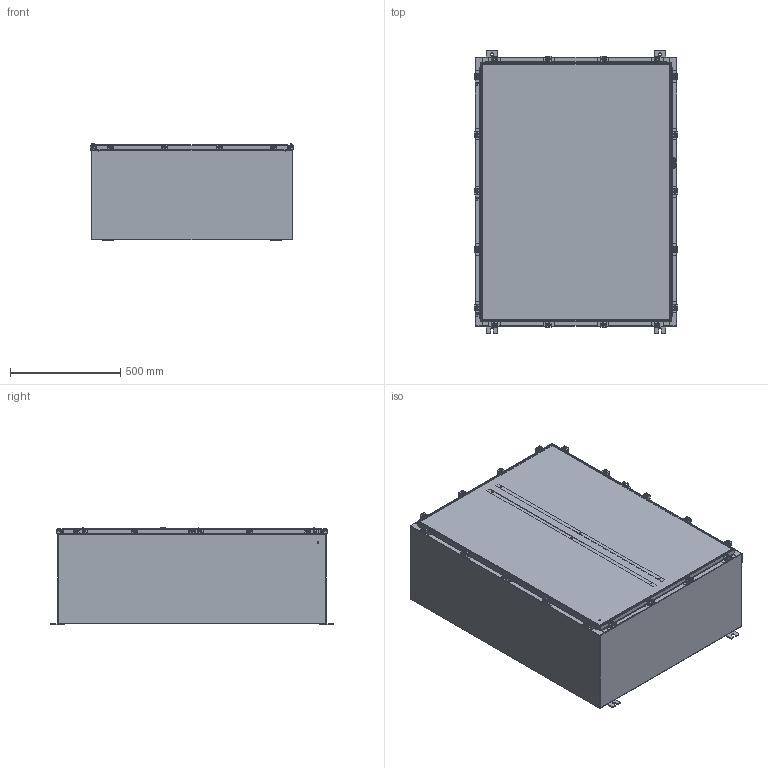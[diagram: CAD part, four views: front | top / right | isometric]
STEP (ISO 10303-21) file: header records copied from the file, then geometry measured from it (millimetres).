
FILE_DESCRIPTION (( 'STEP AP203' ), '1' );
FILE_NAME ('EX48H3616SS6WP.STEP', '2015-04-07T13:21:09', ( 'changeme' ), ( 'Microsoft' ), 'SwSTEP 2.0', 'SolidWorks 2014', '' );
FILE_SCHEMA (( 'CONFIG_CONTROL_DESIGN' ));
Length unit declared in the file: inch
Products named in the file (27): N-WMT04X30402202210-00 22104005_DEFAULT; EX48H3616SS6WP Standard Clamps; EX48H3616SS6WP Padlock Hasp; N-WMT04X30402202210-00 Clamp Top; EX48H3616SS6WP Cover; EX48H3616SS6WP Padlock Staple; Special Clamp Assembly; EX48H3616SS6WP Body; EX48H3616SS6WP Enclosure Stiffener; EX48H3616SS6WP Special Clamp; EX48H3616SS6WP Bottom; EX48H3616SS6WP Clamp Bracket; ATEX CLAMP HINGE BRAKET; EX48H3616SS6WP Top; EX48H3616SS6WP Backpanel; 22101002_RTP29; HW-CLN-NH-20320; 10_30 CD Stud; EX48H3616SS6WP Mounting Studs; 22104005_DEFAULT_RTP30; EX48H3616SS6WP; 30X10 Clamp Bracket2; Quarter-20 CD Stud; Clamp Top_RTP31; N-WMT04X30402202210-00 22101002; EX48H3616SS6WP Clamp Assembly; EX48H3616SS6WP Door Stiffener
Assembly tree (63 placements, depth 4):
  EX48H3616SS6WP
    EX48H3616SS6WP Backpanel
    EX48H3616SS6WP Mounting Studs  x8
    Quarter-20 CD Stud  x2
    EX48H3616SS6WP Door Stiffener
    EX48H3616SS6WP Padlock Hasp
    EX48H3616SS6WP Padlock Staple
    EX48H3616SS6WP Enclosure Stiffener  x2
    EX48H3616SS6WP Standard Clamps  x15
      EX48H3616SS6WP Clamp Bracket
      EX48H3616SS6WP Clamp Assembly
        22101002_RTP29  x2
        22104005_DEFAULT_RTP30
        Clamp Top_RTP31
    EX48H3616SS6WP Cover
    EX48H3616SS6WP Body
    EX48H3616SS6WP Bottom
    EX48H3616SS6WP Top
    10_30 CD Stud  x6
    EX48H3616SS6WP Special Clamp  x3
      30X10 Clamp Bracket2
      Special Clamp Assembly
        N-WMT04X30402202210-00 22101002  x2
        N-WMT04X30402202210-00 22104005_DEFAULT
        N-WMT04X30402202210-00 Clamp Top
    ATEX CLAMP HINGE BRAKET  x3
    HW-CLN-NH-20320  x4
Bounding box: 925.1 x 1282.7 x 443.3 mm (x, y, z)
Volume: 11449282.6 mm3; surface area: 11276724.3 mm2
Topology: 126 solids, 126 shells, 3106 faces, 7591 edges, 4802 vertices
Faces by surface type: plane 1613, cylinder 1195, cone 158, torus 114, bspline 26
Entity records: 27132 total; most frequent: CARTESIAN_POINT 4836, DIRECTION 3997, ORIENTED_EDGE 3678, EDGE_CURVE 1839, AXIS2_PLACEMENT_3D 1397, LINE 1203, VECTOR 1203, VERTEX_POINT 1112
